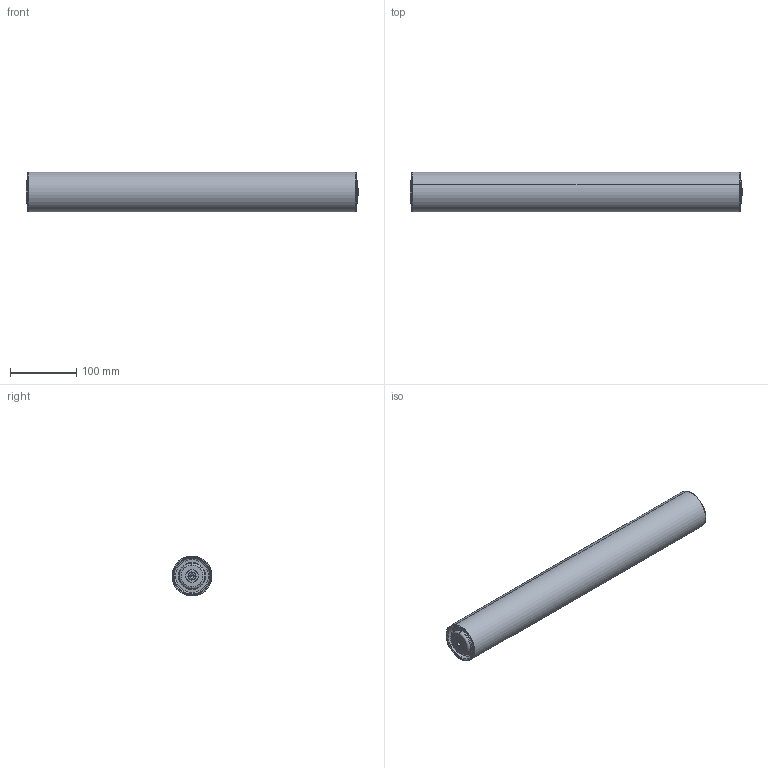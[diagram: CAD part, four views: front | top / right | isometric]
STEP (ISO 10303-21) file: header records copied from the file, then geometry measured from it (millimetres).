
FILE_DESCRIPTION (( 'STEP AP214' ), '1' );
FILE_NAME ('0022784_TRG-60x2-STI-A12-IGM8-EL=500_(A-01).step', '2018-12-12T14:56:37', ( '' ), ( '' ), 'SwSTEP 2.0', 'SolidWorks 2018', '' );
FILE_SCHEMA (( 'AUTOMOTIVE_DESIGN' ));
Length unit declared in the file: millimetre
Products named in the file (1): 0022784_TRG-60x2-STI-A12-IGM8-EL=500_(A-01)
Bounding box: 500 x 59.99 x 59.99 mm (x, y, z)
Volume: 260578.2 mm3; surface area: 237834.4 mm2
Topology: 40 solids, 40 shells, 340 faces, 814 edges, 512 vertices
Faces by surface type: torus 116, cylinder 80, sphere 60, plane 56, cone 28
Entity records: 13073 total; most frequent: DIRECTION 1862, CARTESIAN_POINT 1423, ORIENTED_EDGE 1320, AXIS2_PLACEMENT_3D 861, EDGE_CURVE 660, CIRCLE 520, VERTEX_POINT 422, UNCERTAINTY_MEASURE_WITH_UNIT 382
